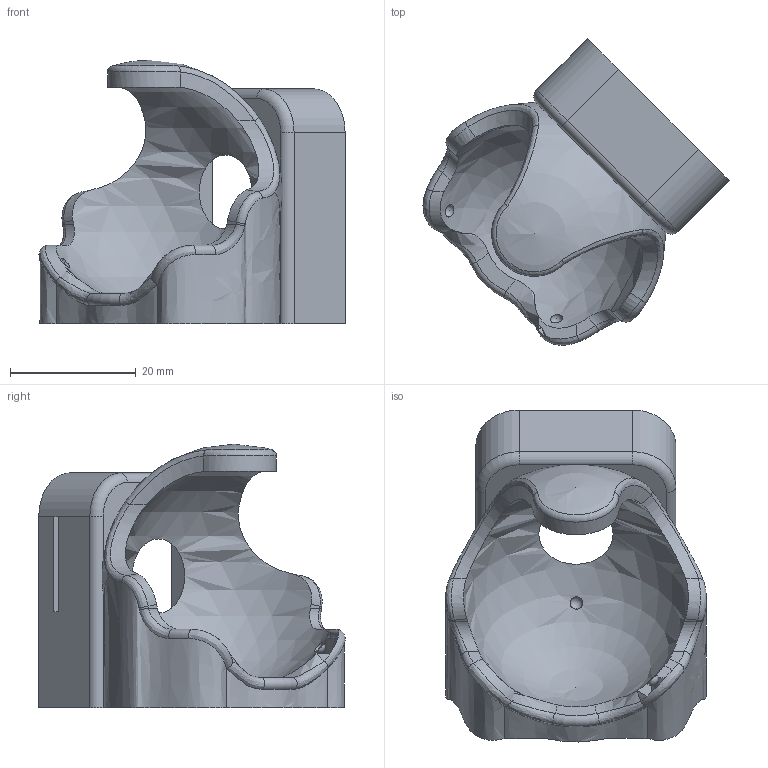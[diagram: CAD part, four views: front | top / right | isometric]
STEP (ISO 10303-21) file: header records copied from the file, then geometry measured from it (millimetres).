
FILE_DESCRIPTION(/* description */ (''),/* implementation_level */ '2;1');
FILE_NAME(/* name */ 'trackball-thumb-helmet-housing-vik-xs.step',/* time_stamp */ '2024-04-19T05:54:42-07:00',/* author */ (''),/* organization */ (''),/* preprocessor_version */ 'ST-DEVELOPER v20',/* originating_system */ 'Autodesk Translation Framework v12.20.1.177',/* authorisation */ '');
FILE_SCHEMA (('AUTOMOTIVE_DESIGN { 1 0 10303 214 3 1 1 }'));
Length unit declared in the file: millimetre
Products named in the file (1): trackball-thumb-helmet-housing-vik-xs
Bounding box: 48.8 x 48.83 x 42 mm (x, y, z)
Volume: 15829 mm3; surface area: 9466.5 mm2
Topology: 1 solids, 1 shells, 83 faces, 224 edges, 142 vertices
Faces by surface type: plane 27, cylinder 21, bspline 19, torus 10, sphere 6
Full cylindrical faces by diameter (mm): 3.2 x3, 25 x1
Entity records: 4509 total; most frequent: CARTESIAN_POINT 2521, ORIENTED_EDGE 432, DIRECTION 367, EDGE_CURVE 216, AXIS2_PLACEMENT_3D 150, VERTEX_POINT 142, EDGE_LOOP 94, CIRCLE 85
